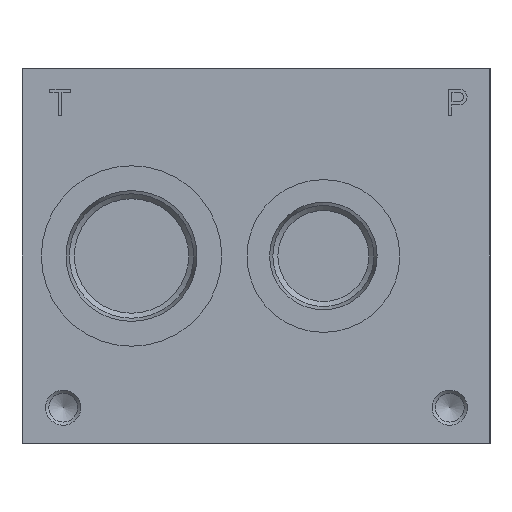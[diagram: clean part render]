
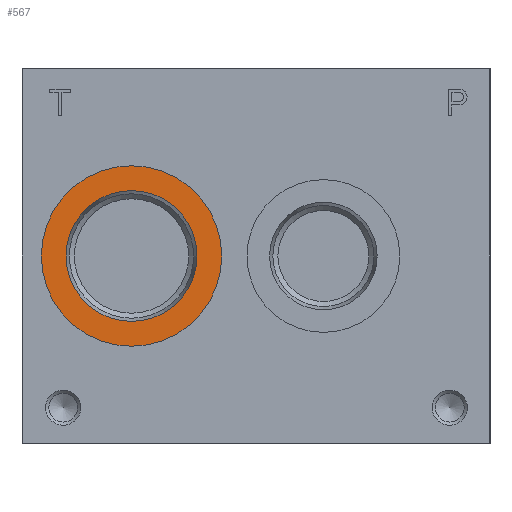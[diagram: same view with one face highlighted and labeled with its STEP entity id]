
A CAD part, left-side view. The second image highlights one B-rep face of the part: STEP entity #567.
In plain terms, the highlighted planar face has unit normal (-1, 0, 0).
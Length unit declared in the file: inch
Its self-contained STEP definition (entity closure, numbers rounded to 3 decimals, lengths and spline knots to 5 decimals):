
#567 = ADVANCED_FACE( '', ( #1498, #1499 ), #1500, .T. );
#1498 = FACE_BOUND( '', #2924, .T. );
#1499 = FACE_OUTER_BOUND( '', #2925, .T. );
#1500 = PLANE( '', #2926 );
#2924 = EDGE_LOOP( '', ( #4632 ) );
#2925 = EDGE_LOOP( '', ( #4633 ) );
#2926 = AXIS2_PLACEMENT_3D( '', #4634, #4635, #4636 );
#4632 = ORIENTED_EDGE( '', *, *, #7782, .T. );
#4633 = ORIENTED_EDGE( '', *, *, #7783, .F. );
#4634 = CARTESIAN_POINT( '', ( 0.031, 4.794, 2. ) );
#4635 = DIRECTION( '', ( -1., 0., 0. ) );
#4636 = DIRECTION( '', ( 0., 0., 1. ) );
#7782 = EDGE_CURVE( '', #9268, #9268, #9269, .T. );
#7783 = EDGE_CURVE( '', #9270, #9270, #9271, .T. );
#9268 = VERTEX_POINT( '', #11311 );
#9269 = CIRCLE( '', #11312, 0.699 );
#9270 = VERTEX_POINT( '', #11313 );
#9271 = CIRCLE( '', #11314, 0.964 );
#11311 = CARTESIAN_POINT( '', ( 0.031, 3.83, 1.301 ) );
#11312 = AXIS2_PLACEMENT_3D( '', #13485, #13486, #13487 );
#11313 = CARTESIAN_POINT( '', ( 0.031, 3.83, 1.036 ) );
#11314 = AXIS2_PLACEMENT_3D( '', #13488, #13489, #13490 );
#13485 = CARTESIAN_POINT( '', ( 0.031, 3.83, 2. ) );
#13486 = DIRECTION( '', ( 1., 0., 0. ) );
#13487 = DIRECTION( '', ( 0., 0., -1. ) );
#13488 = CARTESIAN_POINT( '', ( 0.031, 3.83, 2. ) );
#13489 = DIRECTION( '', ( 1., 0., 0. ) );
#13490 = DIRECTION( '', ( 0., 0., -1. ) );
